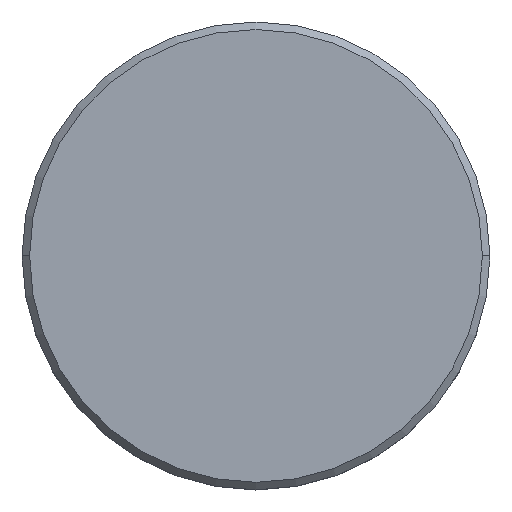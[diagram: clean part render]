
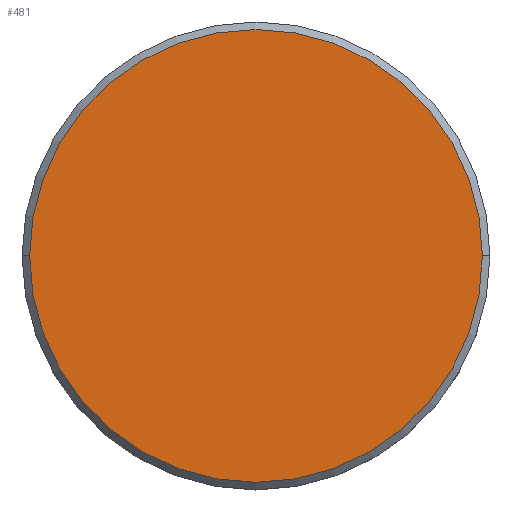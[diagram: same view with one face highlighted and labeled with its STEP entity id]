
A CAD part, top view. The second image highlights one B-rep face of the part: STEP entity #481.
In plain terms, the highlighted planar face has unit normal (0, 0, 1).
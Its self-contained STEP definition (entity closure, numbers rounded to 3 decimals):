
#20 = EDGE_CURVE ( 'NONE', #651, #457, #118, .T. ) ;
#36 = ORIENTED_EDGE ( 'NONE', *, *, #985, .T. ) ;
#39 = DIRECTION ( 'NONE',  ( 1., 0., 0. ) ) ;
#46 = CARTESIAN_POINT ( 'NONE',  ( 0., 0., 0. ) ) ;
#118 = CIRCLE ( 'NONE', #789, 15. ) ;
#124 = PLANE ( 'NONE',  #1124 ) ;
#132 = CARTESIAN_POINT ( 'NONE',  ( 15., 0., 0. ) ) ;
#140 = DIRECTION ( 'NONE',  ( 1., 0., 0. ) ) ;
#213 = ORIENTED_EDGE ( 'NONE', *, *, #20, .T. ) ;
#373 = DIRECTION ( 'NONE',  ( 1., 0., 0. ) ) ;
#457 = VERTEX_POINT ( 'NONE', #132 ) ;
#481 = ADVANCED_FACE ( 'NONE', ( #497 ), #124, .T. ) ;
#497 = FACE_OUTER_BOUND ( 'NONE', #714, .T. ) ;
#651 = VERTEX_POINT ( 'NONE', #801 ) ;
#714 = EDGE_LOOP ( 'NONE', ( #213, #36 ) ) ;
#767 = CARTESIAN_POINT ( 'NONE',  ( 0., 0., 0. ) ) ;
#781 = DIRECTION ( 'NONE',  ( 0., 0., 1. ) ) ;
#789 = AXIS2_PLACEMENT_3D ( 'NONE', #835, #920, #373 ) ;
#801 = CARTESIAN_POINT ( 'NONE',  ( -15., 0., 0. ) ) ;
#835 = CARTESIAN_POINT ( 'NONE',  ( 0., 0., 0. ) ) ;
#854 = DIRECTION ( 'NONE',  ( 0., 0., 1. ) ) ;
#920 = DIRECTION ( 'NONE',  ( 0., 0., 1. ) ) ;
#985 = EDGE_CURVE ( 'NONE', #457, #651, #1009, .T. ) ;
#1009 = CIRCLE ( 'NONE', #1160, 15. ) ;
#1124 = AXIS2_PLACEMENT_3D ( 'NONE', #46, #854, #39 ) ;
#1160 = AXIS2_PLACEMENT_3D ( 'NONE', #767, #781, #140 ) ;
